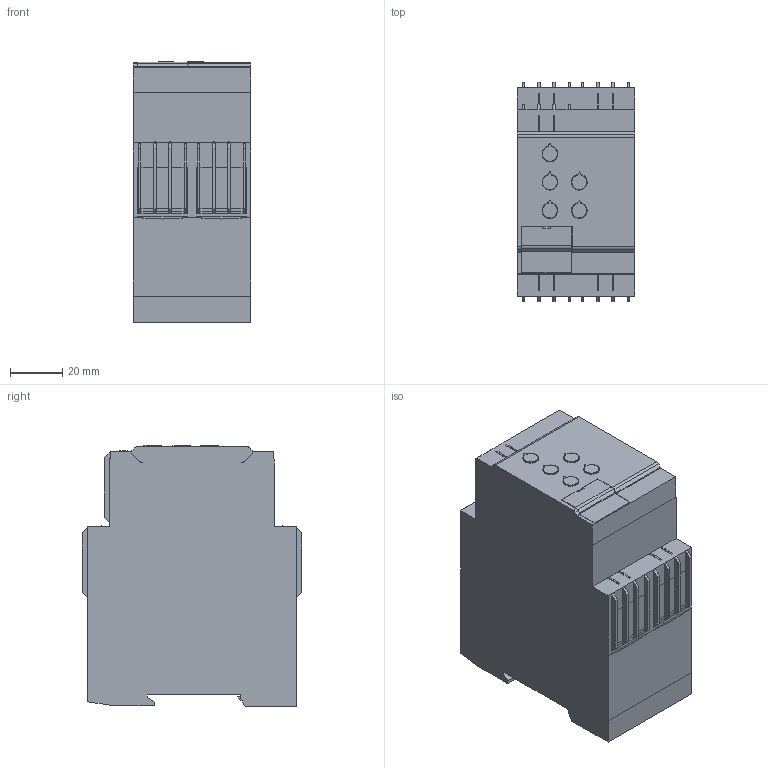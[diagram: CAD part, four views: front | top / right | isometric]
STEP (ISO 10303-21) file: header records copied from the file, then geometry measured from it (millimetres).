
FILE_DESCRIPTION(/* description */ (''),/* implementation_level */ '2;1');
FILE_NAME(/* name */ 'DIC01.stp',/* time_stamp */ '2017-03-07T08:34:46+01:00',/* author */ ('rtamburlin'),/* organization */ (''),/* preprocessor_version */ 'ST-DEVELOPER v16.5',/* originating_system */ 'Autodesk Inventor 2017',/* authorisation */ '');
FILE_SCHEMA (('AUTOMOTIVE_DESIGN { 1 0 10303 214 3 1 1 }'));
Length unit declared in the file: millimetre
Products named in the file (1): DIC01
Bounding box: 45 x 83.56 x 99.4 mm (x, y, z)
Volume: 323124.8 mm3; surface area: 33621.8 mm2
Topology: 1 solids, 1 shells, 437 faces, 1236 edges, 814 vertices
Faces by surface type: plane 365, cylinder 50, torus 15, bspline 5, cone 2
Entity records: 14464 total; most frequent: CARTESIAN_POINT 2633, ORIENTED_EDGE 2472, DIRECTION 2206, EDGE_CURVE 1236, LINE 1092, VECTOR 1092, VERTEX_POINT 814, AXIS2_PLACEMENT_3D 557
